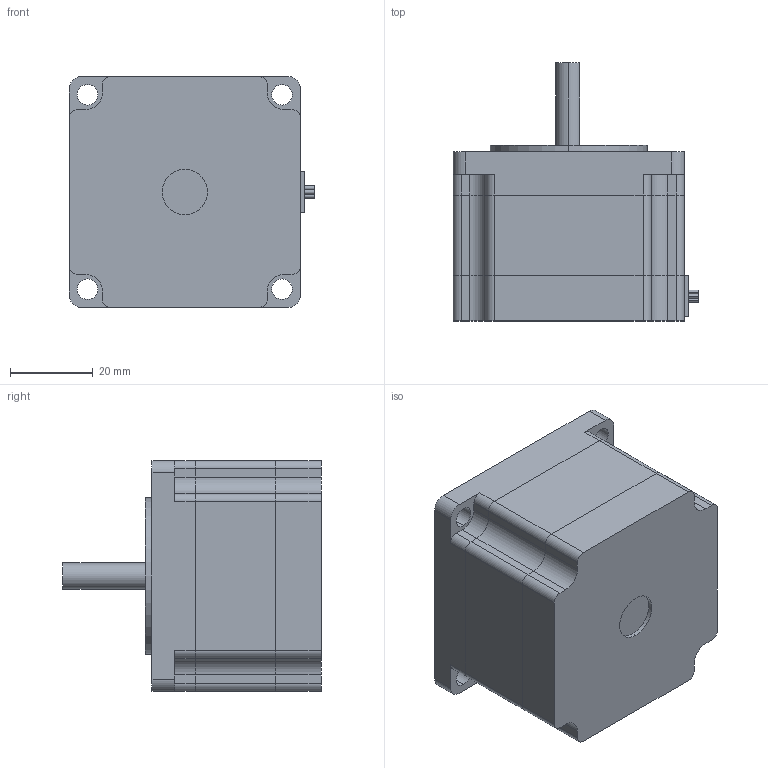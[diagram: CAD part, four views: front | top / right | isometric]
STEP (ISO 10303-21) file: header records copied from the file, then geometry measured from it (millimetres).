
FILE_DESCRIPTION (( 'STEP AP214' ), '1' );
FILE_NAME ('57HS4120A4.STEP', '2022-12-21T05:59:02', ( 'Windows User' ), ( 'P R C' ), 'SwSTEP 2.0', 'SolidWorks 2021', '' );
FILE_SCHEMA (( 'AUTOMOTIVE_DESIGN' ));
Length unit declared in the file: millimetre
Products named in the file (4): 57步进上端盖含20厘米常规轴; 57祭輛儂旯; 57HS4120A4; 57祭輛綴傷裔
Assembly tree (3 placements, depth 2):
  57HS4120A4
    57祭輛儂旯
    57步进上端盖含20厘米常规轴
    57祭輛綴傷裔
Bounding box: 59.5 x 62.6 x 56 mm (x, y, z)
Volume: 43282 mm3; surface area: 33324.9 mm2
Topology: 3 solids, 3 shells, 164 faces, 430 edges, 286 vertices
Faces by surface type: plane 90, cylinder 74
Entity records: 5436 total; most frequent: DIRECTION 918, CARTESIAN_POINT 886, ORIENTED_EDGE 860, EDGE_CURVE 430, AXIS2_PLACEMENT_3D 318, VERTEX_POINT 286, VECTOR 282, LINE 282
